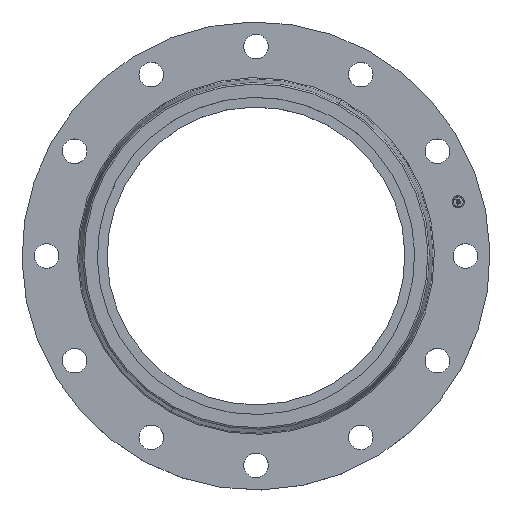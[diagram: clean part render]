
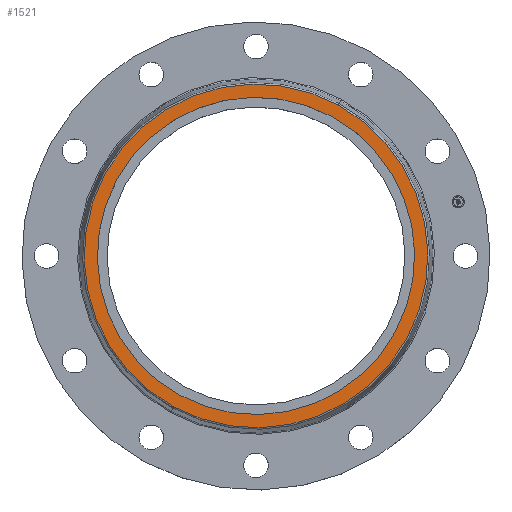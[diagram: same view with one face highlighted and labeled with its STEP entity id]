
A CAD part, top view. The second image highlights one B-rep face of the part: STEP entity #1521.
In plain terms, the highlighted planar face has unit normal (0, 0, 1).
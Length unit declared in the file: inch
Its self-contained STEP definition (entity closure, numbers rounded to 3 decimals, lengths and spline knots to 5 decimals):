
#1442=AXIS2_PLACEMENT_3D('Circle Axis2P3D',#1440,#1441,$) ;
#1461=AXIS2_PLACEMENT_3D('Circle Axis2P3D',#1459,#1460,$) ;
#1497=AXIS2_PLACEMENT_3D('Plane Axis2P3D',#1494,#1495,#1496) ;
#1505=AXIS2_PLACEMENT_3D('Circle Axis2P3D',#1503,#1504,$) ;
#1514=AXIS2_PLACEMENT_3D('Circle Axis2P3D',#1512,#1513,$) ;
#1437=CARTESIAN_POINT('Vertex',(3.34431,6.12173,2.12)) ;
#1440=CARTESIAN_POINT('Axis2P3D Location',(0.,0.,2.12)) ;
#1444=CARTESIAN_POINT('Vertex',(-3.34431,-6.12173,2.12)) ;
#1459=CARTESIAN_POINT('Axis2P3D Location',(0.,0.,2.12)) ;
#1494=CARTESIAN_POINT('Axis2P3D Location',(0.,6.97567,2.12)) ;
#1503=CARTESIAN_POINT('Axis2P3D Location',(0.,0.,2.12)) ;
#1507=CARTESIAN_POINT('Vertex',(-5.65163,3.0875,2.12)) ;
#1509=CARTESIAN_POINT('Vertex',(5.65163,-3.0875,2.12)) ;
#1512=CARTESIAN_POINT('Axis2P3D Location',(0.,0.,2.12)) ;
#1441=DIRECTION('Axis2P3D Direction',(0.,0.,-0.039)) ;
#1460=DIRECTION('Axis2P3D Direction',(0.,0.,-0.039)) ;
#1495=DIRECTION('Axis2P3D Direction',(0.,0.,-0.039)) ;
#1496=DIRECTION('Axis2P3D XDirection',(0.039,0.,0.)) ;
#1504=DIRECTION('Axis2P3D Direction',(0.,0.,-0.039)) ;
#1513=DIRECTION('Axis2P3D Direction',(0.,0.,-0.039)) ;
#1500=ORIENTED_EDGE('',*,*,#1446,.F.) ;
#1501=ORIENTED_EDGE('',*,*,#1463,.F.) ;
#1518=ORIENTED_EDGE('',*,*,#1511,.T.) ;
#1519=ORIENTED_EDGE('',*,*,#1516,.T.) ;
#1520=FACE_BOUND('',#1517,.T.) ;
#1521=ADVANCED_FACE('PartBody',(#1502,#1520),#1498,.F.) ;
#1443=CIRCLE('generated circle',#1442,6.97567) ;
#1462=CIRCLE('generated circle',#1461,6.97567) ;
#1506=CIRCLE('generated circle',#1505,6.44) ;
#1515=CIRCLE('generated circle',#1514,6.44) ;
#1446=EDGE_CURVE('',#1438,#1445,#1443,.T.) ;
#1463=EDGE_CURVE('',#1445,#1438,#1462,.T.) ;
#1511=EDGE_CURVE('',#1508,#1510,#1506,.T.) ;
#1516=EDGE_CURVE('',#1510,#1508,#1515,.T.) ;
#1499=EDGE_LOOP('',(#1500,#1501)) ;
#1517=EDGE_LOOP('',(#1518,#1519)) ;
#1502=FACE_OUTER_BOUND('',#1499,.T.) ;
#1498=PLANE('',#1497) ;
#1438=VERTEX_POINT('',#1437) ;
#1445=VERTEX_POINT('',#1444) ;
#1508=VERTEX_POINT('',#1507) ;
#1510=VERTEX_POINT('',#1509) ;
